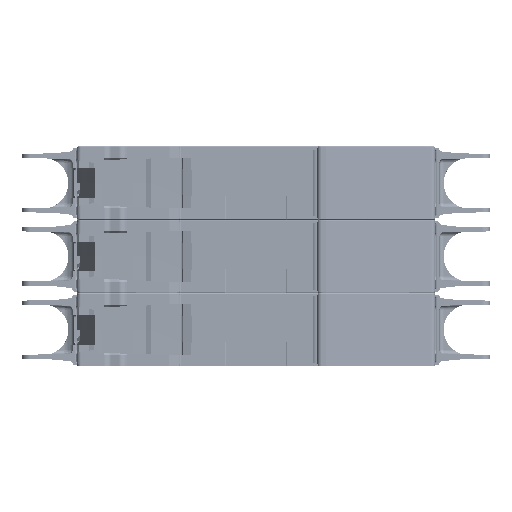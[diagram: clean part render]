
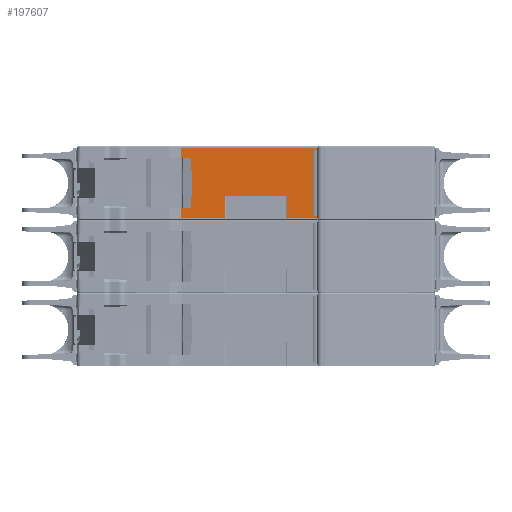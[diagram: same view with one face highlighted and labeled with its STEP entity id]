
A CAD part, front view. The second image highlights one B-rep face of the part: STEP entity #197607.
In plain terms, the highlighted planar face has unit normal (0, -1, 0).
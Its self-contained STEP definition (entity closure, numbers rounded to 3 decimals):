
#1047=DIRECTION('',(-1.,0.,0.));
#1048=VECTOR('',#1047,10.352);
#1049=CARTESIAN_POINT('',(-7.447,-56.5,26.6));
#1050=LINE('',#1049,#1048);
#1051=DIRECTION('',(0.,0.,-1.));
#1052=VECTOR('',#1051,2.2);
#1053=CARTESIAN_POINT('',(-17.799,-56.5,28.8));
#1054=LINE('',#1053,#1052);
#1055=DIRECTION('',(-0.036,0.,-0.999));
#1056=VECTOR('',#1055,3.002);
#1057=CARTESIAN_POINT('',(-15.292,-56.5,31.8));
#1058=LINE('',#1057,#1056);
#1059=DIRECTION('',(0.,0.,1.));
#1060=VECTOR('',#1059,6.);
#1061=CARTESIAN_POINT('',(-15.292,-56.5,31.8));
#1062=LINE('',#1061,#1060);
#1063=DIRECTION('',(0.,0.,1.));
#1064=VECTOR('',#1063,2.2);
#1065=CARTESIAN_POINT('',(-17.799,-56.5,40.8));
#1066=LINE('',#1065,#1064);
#1067=DIRECTION('',(-1.,0.,0.));
#1068=VECTOR('',#1067,34.999);
#1069=CARTESIAN_POINT('',(17.2,-56.5,43.));
#1070=LINE('',#1069,#1068);
#1071=DIRECTION('',(-1.,0.,0.));
#1072=VECTOR('',#1071,9.753);
#1073=CARTESIAN_POINT('',(17.2,-56.5,26.6));
#1074=LINE('',#1073,#1072);
#1075=DIRECTION('',(-1.,0.,0.));
#1076=VECTOR('',#1075,1.442);
#1077=CARTESIAN_POINT('',(15.021,-56.5,26.9));
#1078=LINE('',#1077,#1076);
#1084=DIRECTION('',(0.,0.,-1.));
#1085=VECTOR('',#1084,5.2);
#1086=CARTESIAN_POINT('',(7.447,-56.5,31.8));
#1087=LINE('',#1086,#1085);
#1092=DIRECTION('',(-1.,0.,0.));
#1093=VECTOR('',#1092,14.894);
#1094=CARTESIAN_POINT('',(7.447,-56.5,31.8));
#1095=LINE('',#1094,#1093);
#1113=DIRECTION('',(0.,0.,1.));
#1114=VECTOR('',#1113,5.2);
#1115=CARTESIAN_POINT('',(-7.447,-56.5,26.6));
#1116=LINE('',#1115,#1114);
#16401=DIRECTION('',(1.,0.,0.));
#16402=VECTOR('',#16401,2.399);
#16403=CARTESIAN_POINT('',(-17.799,-56.5,40.8));
#16404=LINE('',#16403,#16402);
#16405=DIRECTION('',(0.036,0.,-0.999));
#16406=VECTOR('',#16405,3.002);
#16407=CARTESIAN_POINT('',(-15.4,-56.5,40.8));
#16408=LINE('',#16407,#16406);
#16434=DIRECTION('',(-1.,0.,0.));
#16435=VECTOR('',#16434,2.399);
#16436=CARTESIAN_POINT('',(-15.4,-56.5,28.8));
#16437=LINE('',#16436,#16435);
#156964=DIRECTION('',(0.,0.,1.));
#156965=VECTOR('',#156964,16.4);
#156966=CARTESIAN_POINT('',(17.2,-56.5,26.6));
#156967=LINE('',#156966,#156965);
#172002=DIRECTION('',(0.,0.,-1.));
#172003=VECTOR('',#172002,15.8);
#172004=CARTESIAN_POINT('',(15.021,-56.5,42.7));
#172005=LINE('',#172004,#172003);
#172006=DIRECTION('',(0.,0.,1.));
#172007=VECTOR('',#172006,15.8);
#172008=CARTESIAN_POINT('',(13.579,-56.5,26.9));
#172009=LINE('',#172008,#172007);
#172010=DIRECTION('',(-1.,0.,0.));
#172011=VECTOR('',#172010,1.442);
#172012=CARTESIAN_POINT('',(15.021,-56.5,42.7));
#172013=LINE('',#172012,#172011);
#187346=CARTESIAN_POINT('',(-17.799,-56.5,28.8));
#187348=VERTEX_POINT('',#187346);
#187349=CARTESIAN_POINT('',(-17.799,-56.5,26.6));
#187350=VERTEX_POINT('',#187349);
#187351=CARTESIAN_POINT('',(17.2,-56.5,26.6));
#187352=VERTEX_POINT('',#187351);
#187393=CARTESIAN_POINT('',(-15.4,-56.5,28.8));
#187395=VERTEX_POINT('',#187393);
#187847=CARTESIAN_POINT('',(7.447,-56.5,26.6));
#187848=VERTEX_POINT('',#187847);
#187849=CARTESIAN_POINT('',(-7.447,-56.5,26.6));
#187850=VERTEX_POINT('',#187849);
#188647=CARTESIAN_POINT('',(15.021,-56.5,26.9));
#188648=CARTESIAN_POINT('',(13.579,-56.5,26.9));
#188649=VERTEX_POINT('',#188647);
#188650=VERTEX_POINT('',#188648);
#188685=CARTESIAN_POINT('',(-15.292,-56.5,31.8));
#188686=VERTEX_POINT('',#188685);
#189383=CARTESIAN_POINT('',(17.2,-56.5,43.));
#189384=CARTESIAN_POINT('',(-17.799,-56.5,43.));
#189385=VERTEX_POINT('',#189383);
#189386=VERTEX_POINT('',#189384);
#190970=CARTESIAN_POINT('',(-17.799,-56.5,40.8));
#190971=CARTESIAN_POINT('',(-15.4,-56.5,40.8));
#190972=VERTEX_POINT('',#190970);
#190973=VERTEX_POINT('',#190971);
#191681=CARTESIAN_POINT('',(7.447,-56.5,31.8));
#191682=VERTEX_POINT('',#191681);
#191683=CARTESIAN_POINT('',(-7.447,-56.5,31.8));
#191684=VERTEX_POINT('',#191683);
#191693=CARTESIAN_POINT('',(15.021,-56.5,42.7));
#191694=CARTESIAN_POINT('',(13.579,-56.5,42.7));
#191695=VERTEX_POINT('',#191693);
#191696=VERTEX_POINT('',#191694);
#191936=CARTESIAN_POINT('',(-15.292,-56.5,37.8));
#191937=VERTEX_POINT('',#191936);
#197564=CARTESIAN_POINT('',(0.,-56.5,34.8));
#197565=DIRECTION('',(0.,-1.,0.));
#197566=DIRECTION('',(-1.,0.,0.));
#197567=AXIS2_PLACEMENT_3D('',#197564,#197565,#197566);
#197568=PLANE('',#197567);
#197570=ORIENTED_EDGE('',*,*,#197569,.F.);
#197572=ORIENTED_EDGE('',*,*,#197571,.T.);
#197574=ORIENTED_EDGE('',*,*,#197573,.F.);
#197575=ORIENTED_EDGE('',*,*,#197546,.T.);
#197577=ORIENTED_EDGE('',*,*,#197576,.F.);
#197579=ORIENTED_EDGE('',*,*,#197578,.F.);
#197581=ORIENTED_EDGE('',*,*,#197580,.F.);
#197583=ORIENTED_EDGE('',*,*,#197582,.T.);
#197585=ORIENTED_EDGE('',*,*,#197584,.F.);
#197587=ORIENTED_EDGE('',*,*,#197586,.F.);
#197589=ORIENTED_EDGE('',*,*,#197588,.T.);
#197591=ORIENTED_EDGE('',*,*,#197590,.F.);
#197593=ORIENTED_EDGE('',*,*,#197592,.F.);
#197594=ORIENTED_EDGE('',*,*,#197453,.T.);
#197595=EDGE_LOOP('',(#197570,#197572,#197574,#197575,#197577,#197579,#197581,
#197583,#197585,#197587,#197589,#197591,#197593,#197594));
#197596=FACE_OUTER_BOUND('',#197595,.F.);
#197598=ORIENTED_EDGE('',*,*,#197597,.F.);
#197600=ORIENTED_EDGE('',*,*,#197599,.T.);
#197602=ORIENTED_EDGE('',*,*,#197601,.F.);
#197604=ORIENTED_EDGE('',*,*,#197603,.F.);
#197605=EDGE_LOOP('',(#197598,#197600,#197602,#197604));
#197606=FACE_BOUND('',#197605,.F.);
#197453=EDGE_CURVE('',#187352,#187848,#1074,.T.);
#197546=EDGE_CURVE('',#187850,#187350,#1050,.T.);
#197569=EDGE_CURVE('',#191682,#187848,#1087,.T.);
#197571=EDGE_CURVE('',#191682,#191684,#1095,.T.);
#197573=EDGE_CURVE('',#187850,#191684,#1116,.T.);
#197576=EDGE_CURVE('',#187348,#187350,#1054,.T.);
#197578=EDGE_CURVE('',#187395,#187348,#16437,.T.);
#197580=EDGE_CURVE('',#188686,#187395,#1058,.T.);
#197582=EDGE_CURVE('',#188686,#191937,#1062,.T.);
#197584=EDGE_CURVE('',#190973,#191937,#16408,.T.);
#197586=EDGE_CURVE('',#190972,#190973,#16404,.T.);
#197588=EDGE_CURVE('',#190972,#189386,#1066,.T.);
#197590=EDGE_CURVE('',#189385,#189386,#1070,.T.);
#197592=EDGE_CURVE('',#187352,#189385,#156967,.T.);
#197597=EDGE_CURVE('',#191695,#188649,#172005,.T.);
#197599=EDGE_CURVE('',#191695,#191696,#172013,.T.);
#197601=EDGE_CURVE('',#188650,#191696,#172009,.T.);
#197603=EDGE_CURVE('',#188649,#188650,#1078,.T.);
#197607=ADVANCED_FACE('',(#197596,#197606),#197568,.T.);
